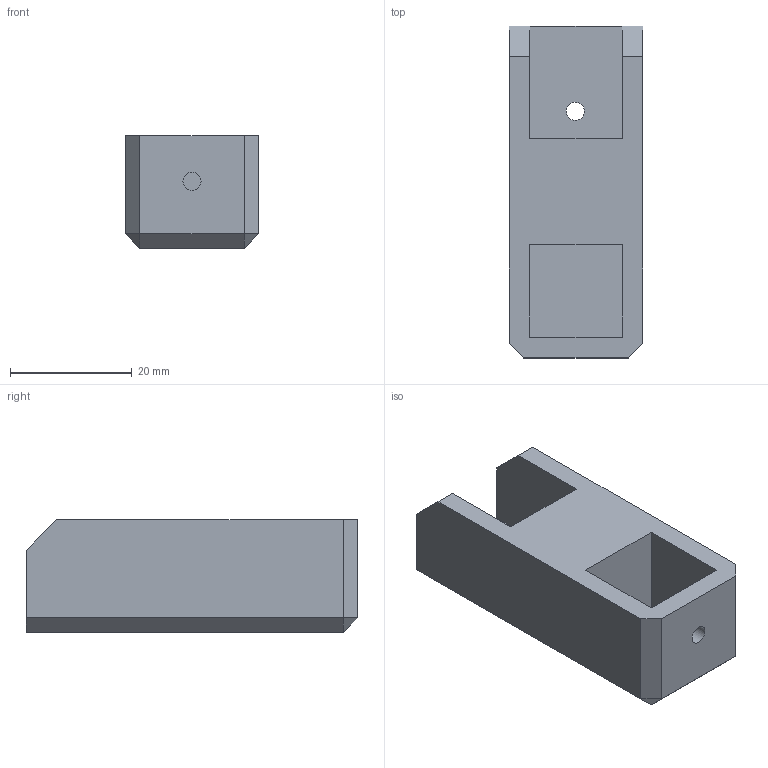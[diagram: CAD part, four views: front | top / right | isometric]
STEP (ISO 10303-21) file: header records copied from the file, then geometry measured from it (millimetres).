
FILE_DESCRIPTION(('FreeCAD Model'),'2;1');
FILE_NAME('z-upper-joint-x2.step','2020-02-11T11:22:55',( 'Author'),(''),'Open CASCADE STEP processor 7.3','FreeCAD','Unknown' );
FILE_SCHEMA(('AUTOMOTIVE_DESIGN { 1 0 10303 214 1 1 1 1 }'));
Length unit declared in the file: millimetre
Products named in the file (1): beveled-joint
Bounding box: 22 x 54.5 x 18.5 mm (x, y, z)
Volume: 13898.7 mm3; surface area: 6410.3 mm2
Topology: 1 solids, 1 shells, 26 faces, 63 edges, 40 vertices
Faces by surface type: plane 24, cylinder 2
Full cylindrical faces by diameter (mm): 3 x2
Entity records: 1740 total; most frequent: CARTESIAN_POINT 280, DIRECTION 223, LINE 157, VECTOR 157, ORIENTED_EDGE 126, PCURVE 126, DEFINITIONAL_REPRESENTATION 126, EDGE_CURVE 63
